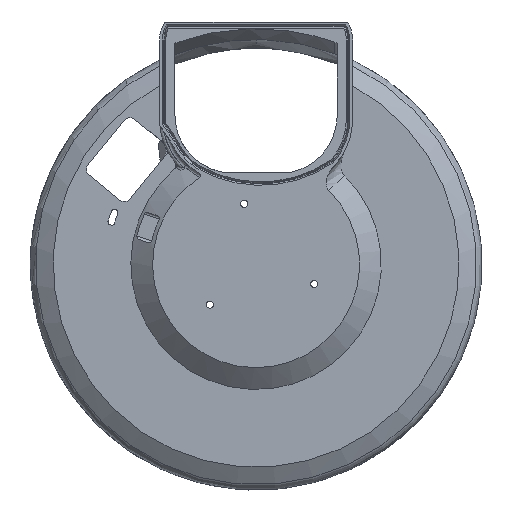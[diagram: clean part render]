
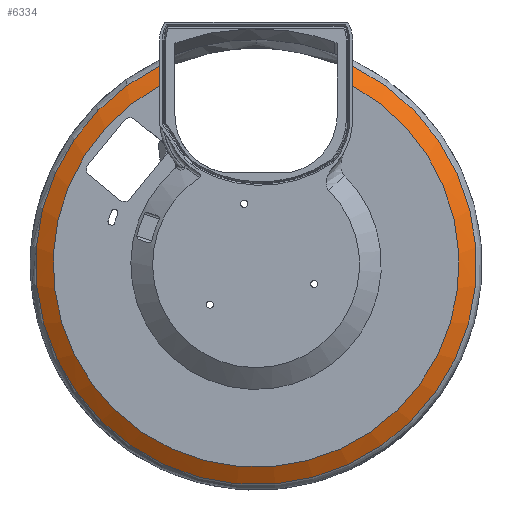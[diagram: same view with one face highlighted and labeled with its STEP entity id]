
A CAD part, top view. The second image highlights one B-rep face of the part: STEP entity #6334.
In plain terms, the highlighted conical face has half-angle 58.065 degrees and reference radius 74.329 mm.
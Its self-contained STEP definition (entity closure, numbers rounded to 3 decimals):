
#69=(
BOUNDED_CURVE()
B_SPLINE_CURVE(2,(#19496,#19497,#19498),.UNSPECIFIED.,.F.,.F.)
B_SPLINE_CURVE_WITH_KNOTS((3,3),(0.,0.789),.UNSPECIFIED.)
CURVE()
GEOMETRIC_REPRESENTATION_ITEM()
RATIONAL_B_SPLINE_CURVE((1.,1.001,1.))
REPRESENTATION_ITEM('')
);
#70=(
BOUNDED_CURVE()
B_SPLINE_CURVE(2,(#19507,#19508,#19509),.UNSPECIFIED.,.F.,.F.)
B_SPLINE_CURVE_WITH_KNOTS((3,3),(0.,0.789),.UNSPECIFIED.)
CURVE()
GEOMETRIC_REPRESENTATION_ITEM()
RATIONAL_B_SPLINE_CURVE((1.,1.001,1.))
REPRESENTATION_ITEM('')
);
#382=CONICAL_SURFACE('',#6928,74.33,1.013);
#1232=FACE_OUTER_BOUND('',#1618,.T.);
#1618=EDGE_LOOP('',(#5504,#5505,#5506,#5507));
#1811=CIRCLE('',#6620,71.212);
#1891=CIRCLE('',#6748,77.349);
#2628=VERTEX_POINT('',#15828);
#2629=VERTEX_POINT('',#15829);
#2801=VERTEX_POINT('',#17315);
#2802=VERTEX_POINT('',#17330);
#3387=EDGE_CURVE('',#2628,#2629,#1811,.T.);
#3617=EDGE_CURVE('',#2802,#2801,#1891,.T.);
#3847=EDGE_CURVE('',#2801,#2629,#69,.F.);
#3851=EDGE_CURVE('',#2628,#2802,#70,.T.);
#5504=ORIENTED_EDGE('',*,*,#3847,.T.);
#5505=ORIENTED_EDGE('',*,*,#3387,.F.);
#5506=ORIENTED_EDGE('',*,*,#3851,.T.);
#5507=ORIENTED_EDGE('',*,*,#3617,.T.);
#6334=ADVANCED_FACE('',(#1232),#382,.T.);
#6620=AXIS2_PLACEMENT_3D('',#15830,#7443,#7444);
#6748=AXIS2_PLACEMENT_3D('',#17331,#7760,#7761);
#6928=AXIS2_PLACEMENT_3D('',#19510,#8165,#8166);
#7443=DIRECTION('center_axis',(0.,0.,1.));
#7444=DIRECTION('ref_axis',(0.,-1.,0.));
#7760=DIRECTION('center_axis',(0.,0.,1.));
#7761=DIRECTION('ref_axis',(1.,0.,0.));
#8165=DIRECTION('center_axis',(0.,0.,-1.));
#8166=DIRECTION('ref_axis',(0.,-1.,0.));
#15828=CARTESIAN_POINT('',(-33.852,62.652,79.));
#15829=CARTESIAN_POINT('',(33.852,62.652,79.));
#15830=CARTESIAN_POINT('Origin',(0.,0.,79.));
#17315=CARTESIAN_POINT('',(33.852,69.548,75.175));
#17330=CARTESIAN_POINT('',(-33.852,69.548,75.175));
#17331=CARTESIAN_POINT('Origin',(0.,0.,75.175));
#19496=CARTESIAN_POINT('Ctrl Pts',(33.852,62.652,79.));
#19497=CARTESIAN_POINT('Ctrl Pts',(33.852,65.957,77.188));
#19498=CARTESIAN_POINT('Ctrl Pts',(33.852,69.548,75.175));
#19507=CARTESIAN_POINT('Ctrl Pts',(-33.852,62.652,79.));
#19508=CARTESIAN_POINT('Ctrl Pts',(-33.852,65.957,77.188));
#19509=CARTESIAN_POINT('Ctrl Pts',(-33.852,69.548,75.175));
#19510=CARTESIAN_POINT('Origin',(0.,0.,77.058));
